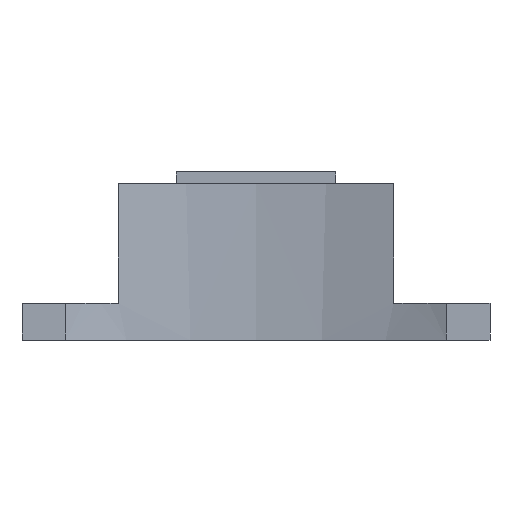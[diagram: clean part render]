
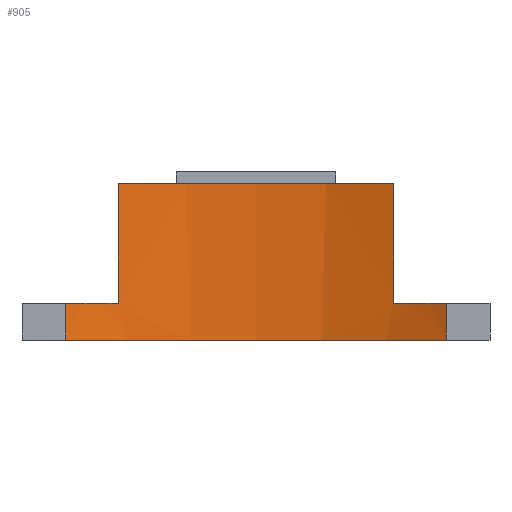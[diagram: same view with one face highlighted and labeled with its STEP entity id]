
A CAD part, front view. The second image highlights one B-rep face of the part: STEP entity #905.
In plain terms, the highlighted cylindrical face has radius 66.676 mm (diameter 133.351 mm), a partial arc.
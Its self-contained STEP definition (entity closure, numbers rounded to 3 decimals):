
#104 = AXIS2_PLACEMENT_3D ( 'NONE', #5105, #2049, #3524 ) ;
#167 = CARTESIAN_POINT ( 'NONE',  ( -22.403, -45.571, 25.5 ) ) ;
#259 = DIRECTION ( 'NONE',  ( -1., 0., 0. ) ) ;
#318 = LINE ( 'NONE', #5276, #3115 ) ;
#390 = CARTESIAN_POINT ( 'NONE',  ( -30.978, -49.328, 6. ) ) ;
#616 = ORIENTED_EDGE ( 'NONE', *, *, #4815, .F. ) ;
#637 = DIRECTION ( 'NONE',  ( 1., 0., 0. ) ) ;
#662 = EDGE_CURVE ( 'NONE', #5852, #2186, #1494, .T. ) ;
#750 = CARTESIAN_POINT ( 'NONE',  ( -30.978, -49.328, 0. ) ) ;
#773 = CARTESIAN_POINT ( 'NONE',  ( 30.978, -49.328, 6. ) ) ;
#905 = ADVANCED_FACE ( 'NONE', ( #4286 ), #2315, .F. ) ;
#1494 = LINE ( 'NONE', #5910, #6284 ) ;
#1555 = AXIS2_PLACEMENT_3D ( 'NONE', #5308, #5832, #259 ) ;
#1975 = DIRECTION ( 'NONE',  ( 1., 0., 0. ) ) ;
#2049 = DIRECTION ( 'NONE',  ( 0., 0., 1. ) ) ;
#2067 = AXIS2_PLACEMENT_3D ( 'NONE', #3603, #3167, #3701 ) ;
#2173 = VECTOR ( 'NONE', #3291, 1000. ) ;
#2186 = VERTEX_POINT ( 'NONE', #4217 ) ;
#2267 = CARTESIAN_POINT ( 'NONE',  ( -30.978, -49.328, 6. ) ) ;
#2304 = LINE ( 'NONE', #2267, #2173 ) ;
#2315 = CYLINDRICAL_SURFACE ( 'NONE', #1555, 66.676 ) ;
#2515 = DIRECTION ( 'NONE',  ( 0., 0., -1. ) ) ;
#2573 = DIRECTION ( 'NONE',  ( 0., 0., -1. ) ) ;
#2578 = CARTESIAN_POINT ( 'NONE',  ( 0., -108.371, 0. ) ) ;
#2583 = ORIENTED_EDGE ( 'NONE', *, *, #3930, .T. ) ;
#2587 = AXIS2_PLACEMENT_3D ( 'NONE', #3954, #6490, #1975 ) ;
#2637 = AXIS2_PLACEMENT_3D ( 'NONE', #2578, #5154, #637 ) ;
#2784 = VERTEX_POINT ( 'NONE', #390 ) ;
#3030 = VERTEX_POINT ( 'NONE', #6287 ) ;
#3115 = VECTOR ( 'NONE', #3795, 1000. ) ;
#3167 = DIRECTION ( 'NONE',  ( 0., 0., 1. ) ) ;
#3291 = DIRECTION ( 'NONE',  ( 0., 0., -1. ) ) ;
#3524 = DIRECTION ( 'NONE',  ( 1., 0., 0. ) ) ;
#3564 = CARTESIAN_POINT ( 'NONE',  ( 30.978, -49.328, 6. ) ) ;
#3603 = CARTESIAN_POINT ( 'NONE',  ( 0., -108.371, 6. ) ) ;
#3619 = EDGE_LOOP ( 'NONE', ( #4941, #616, #5182, #5511, #4297, #4429, #6527, #2583 ) ) ;
#3701 = DIRECTION ( 'NONE',  ( 1., 0., 0. ) ) ;
#3795 = DIRECTION ( 'NONE',  ( 0., 0., -1. ) ) ;
#3911 = VERTEX_POINT ( 'NONE', #773 ) ;
#3930 = EDGE_CURVE ( 'NONE', #3911, #5285, #4732, .T. ) ;
#3954 = CARTESIAN_POINT ( 'NONE',  ( 0., -108.371, 25.5 ) ) ;
#4009 = CIRCLE ( 'NONE', #2637, 66.676 ) ;
#4136 = EDGE_CURVE ( 'NONE', #5022, #5121, #4009, .T. ) ;
#4217 = CARTESIAN_POINT ( 'NONE',  ( -22.403, -45.571, 6. ) ) ;
#4286 = FACE_OUTER_BOUND ( 'NONE', #3619, .T. ) ;
#4297 = ORIENTED_EDGE ( 'NONE', *, *, #4641, .T. ) ;
#4429 = ORIENTED_EDGE ( 'NONE', *, *, #4136, .F. ) ;
#4485 = CIRCLE ( 'NONE', #2587, 66.676 ) ;
#4538 = EDGE_CURVE ( 'NONE', #2186, #2784, #4902, .T. ) ;
#4551 = EDGE_CURVE ( 'NONE', #3911, #5022, #5702, .T. ) ;
#4567 = EDGE_CURVE ( 'NONE', #3030, #5285, #318, .T. ) ;
#4641 = EDGE_CURVE ( 'NONE', #2784, #5121, #2304, .T. ) ;
#4732 = CIRCLE ( 'NONE', #104, 66.676 ) ;
#4815 = EDGE_CURVE ( 'NONE', #5852, #3030, #4485, .T. ) ;
#4902 = CIRCLE ( 'NONE', #2067, 66.676 ) ;
#4941 = ORIENTED_EDGE ( 'NONE', *, *, #4567, .F. ) ;
#5022 = VERTEX_POINT ( 'NONE', #5324 ) ;
#5105 = CARTESIAN_POINT ( 'NONE',  ( 0., -108.371, 6. ) ) ;
#5121 = VERTEX_POINT ( 'NONE', #750 ) ;
#5154 = DIRECTION ( 'NONE',  ( 0., 0., 1. ) ) ;
#5182 = ORIENTED_EDGE ( 'NONE', *, *, #662, .T. ) ;
#5276 = CARTESIAN_POINT ( 'NONE',  ( 22.397, -45.57, 27.4 ) ) ;
#5285 = VERTEX_POINT ( 'NONE', #5487 ) ;
#5308 = CARTESIAN_POINT ( 'NONE',  ( 0., -108.371, 6. ) ) ;
#5324 = CARTESIAN_POINT ( 'NONE',  ( 30.978, -49.328, 0. ) ) ;
#5487 = CARTESIAN_POINT ( 'NONE',  ( 22.397, -45.57, 6. ) ) ;
#5511 = ORIENTED_EDGE ( 'NONE', *, *, #4538, .T. ) ;
#5636 = VECTOR ( 'NONE', #2573, 1000. ) ;
#5702 = LINE ( 'NONE', #3564, #5636 ) ;
#5832 = DIRECTION ( 'NONE',  ( 0., 0., -1. ) ) ;
#5852 = VERTEX_POINT ( 'NONE', #167 ) ;
#5910 = CARTESIAN_POINT ( 'NONE',  ( -22.403, -45.571, 27.4 ) ) ;
#6284 = VECTOR ( 'NONE', #2515, 1000. ) ;
#6287 = CARTESIAN_POINT ( 'NONE',  ( 22.397, -45.57, 25.5 ) ) ;
#6490 = DIRECTION ( 'NONE',  ( 0., 0., -1. ) ) ;
#6527 = ORIENTED_EDGE ( 'NONE', *, *, #4551, .F. ) ;
